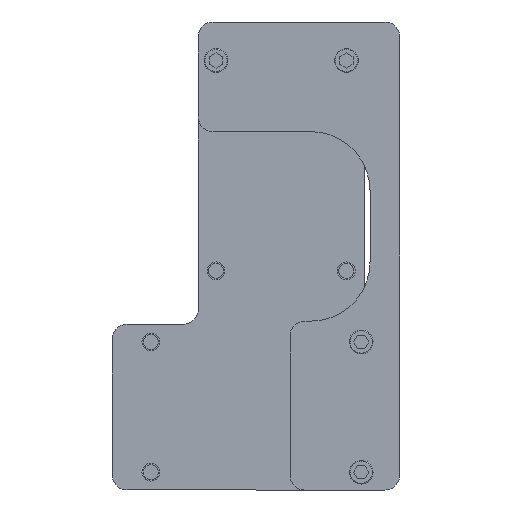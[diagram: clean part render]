
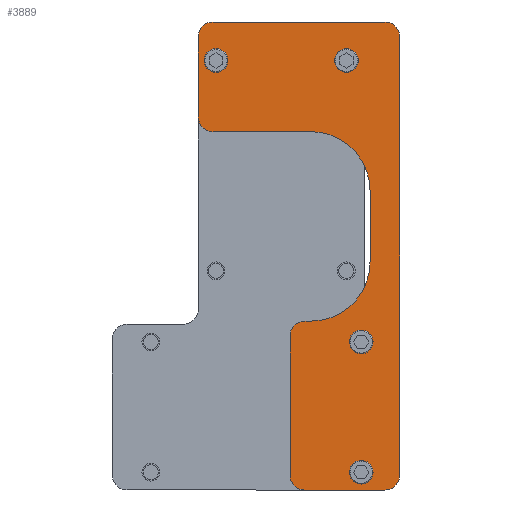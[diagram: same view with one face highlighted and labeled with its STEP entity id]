
A CAD part, front view. The second image highlights one B-rep face of the part: STEP entity #3889.
In plain terms, the highlighted planar face has unit normal (0, -1, 0).
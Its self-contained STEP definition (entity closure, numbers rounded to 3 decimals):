
#185=FACE_BOUND('',#686,.T.);
#186=FACE_BOUND('',#687,.T.);
#187=FACE_BOUND('',#688,.T.);
#188=FACE_BOUND('',#689,.T.);
#411=FACE_OUTER_BOUND('',#685,.T.);
#685=EDGE_LOOP('',(#3423,#3424,#3425,#3426,#3427,#3428,#3429,#3430,#3431,
#3432,#3433,#3434,#3435,#3436,#3437,#3438));
#686=EDGE_LOOP('',(#3439));
#687=EDGE_LOOP('',(#3440));
#688=EDGE_LOOP('',(#3441));
#689=EDGE_LOOP('',(#3442));
#1057=LINE('',#6485,#1439);
#1062=LINE('',#6494,#1444);
#1064=LINE('',#6503,#1446);
#1068=LINE('',#6515,#1450);
#1069=LINE('',#6519,#1451);
#1070=LINE('',#6523,#1452);
#1071=LINE('',#6527,#1453);
#1072=LINE('',#6531,#1454);
#1439=VECTOR('',#5369,10.);
#1444=VECTOR('',#5376,10.);
#1446=VECTOR('',#5386,10.);
#1450=VECTOR('',#5398,10.);
#1451=VECTOR('',#5401,10.);
#1452=VECTOR('',#5404,10.);
#1453=VECTOR('',#5407,10.);
#1454=VECTOR('',#5410,10.);
#1589=CIRCLE('',#4298,20.);
#1592=CIRCLE('',#4304,20.);
#1594=CIRCLE('',#4308,5.);
#1595=CIRCLE('',#4310,5.);
#1596=CIRCLE('',#4311,5.);
#1597=CIRCLE('',#4312,5.);
#1598=CIRCLE('',#4313,5.);
#1599=CIRCLE('',#4314,5.);
#1600=CIRCLE('',#4315,3.);
#1601=CIRCLE('',#4316,3.);
#1602=CIRCLE('',#4317,3.);
#1603=CIRCLE('',#4318,3.);
#1913=VERTEX_POINT('',#6475);
#1914=VERTEX_POINT('',#6476);
#1917=VERTEX_POINT('',#6484);
#1920=VERTEX_POINT('',#6492);
#1922=VERTEX_POINT('',#6498);
#1923=VERTEX_POINT('',#6502);
#1926=VERTEX_POINT('',#6510);
#1927=VERTEX_POINT('',#6514);
#1928=VERTEX_POINT('',#6516);
#1929=VERTEX_POINT('',#6518);
#1930=VERTEX_POINT('',#6520);
#1931=VERTEX_POINT('',#6522);
#1932=VERTEX_POINT('',#6524);
#1933=VERTEX_POINT('',#6526);
#1934=VERTEX_POINT('',#6528);
#1935=VERTEX_POINT('',#6530);
#1936=VERTEX_POINT('',#6533);
#1937=VERTEX_POINT('',#6535);
#1938=VERTEX_POINT('',#6537);
#1939=VERTEX_POINT('',#6539);
#2415=EDGE_CURVE('',#1913,#1914,#1589,.T.);
#2419=EDGE_CURVE('',#1917,#1914,#1057,.F.);
#2424=EDGE_CURVE('',#1913,#1920,#1062,.T.);
#2426=EDGE_CURVE('',#1917,#1922,#1592,.T.);
#2428=EDGE_CURVE('',#1922,#1923,#1064,.T.);
#2433=EDGE_CURVE('',#1926,#1920,#1594,.T.);
#2434=EDGE_CURVE('',#1927,#1926,#1068,.F.);
#2435=EDGE_CURVE('',#1928,#1927,#1595,.T.);
#2436=EDGE_CURVE('',#1929,#1928,#1069,.T.);
#2437=EDGE_CURVE('',#1930,#1929,#1596,.T.);
#2438=EDGE_CURVE('',#1931,#1930,#1070,.T.);
#2439=EDGE_CURVE('',#1932,#1931,#1597,.T.);
#2440=EDGE_CURVE('',#1933,#1932,#1071,.T.);
#2441=EDGE_CURVE('',#1934,#1933,#1598,.T.);
#2442=EDGE_CURVE('',#1935,#1934,#1072,.T.);
#2443=EDGE_CURVE('',#1923,#1935,#1599,.T.);
#2444=EDGE_CURVE('',#1936,#1936,#1600,.T.);
#2445=EDGE_CURVE('',#1937,#1937,#1601,.T.);
#2446=EDGE_CURVE('',#1938,#1938,#1602,.T.);
#2447=EDGE_CURVE('',#1939,#1939,#1603,.T.);
#3423=ORIENTED_EDGE('',*,*,#2424,.T.);
#3424=ORIENTED_EDGE('',*,*,#2433,.F.);
#3425=ORIENTED_EDGE('',*,*,#2434,.F.);
#3426=ORIENTED_EDGE('',*,*,#2435,.F.);
#3427=ORIENTED_EDGE('',*,*,#2436,.F.);
#3428=ORIENTED_EDGE('',*,*,#2437,.F.);
#3429=ORIENTED_EDGE('',*,*,#2438,.F.);
#3430=ORIENTED_EDGE('',*,*,#2439,.F.);
#3431=ORIENTED_EDGE('',*,*,#2440,.F.);
#3432=ORIENTED_EDGE('',*,*,#2441,.F.);
#3433=ORIENTED_EDGE('',*,*,#2442,.F.);
#3434=ORIENTED_EDGE('',*,*,#2443,.F.);
#3435=ORIENTED_EDGE('',*,*,#2428,.F.);
#3436=ORIENTED_EDGE('',*,*,#2426,.F.);
#3437=ORIENTED_EDGE('',*,*,#2419,.T.);
#3438=ORIENTED_EDGE('',*,*,#2415,.F.);
#3439=ORIENTED_EDGE('',*,*,#2444,.T.);
#3440=ORIENTED_EDGE('',*,*,#2445,.T.);
#3441=ORIENTED_EDGE('',*,*,#2446,.T.);
#3442=ORIENTED_EDGE('',*,*,#2447,.T.);
#3664=PLANE('',#4309);
#3889=ADVANCED_FACE('',(#411,#185,#186,#187,#188),#3664,.F.);
#4298=AXIS2_PLACEMENT_3D('',#6477,#5361,#5362);
#4304=AXIS2_PLACEMENT_3D('',#6499,#5381,#5382);
#4308=AXIS2_PLACEMENT_3D('',#6512,#5394,#5395);
#4309=AXIS2_PLACEMENT_3D('',#6513,#5396,#5397);
#4310=AXIS2_PLACEMENT_3D('',#6517,#5399,#5400);
#4311=AXIS2_PLACEMENT_3D('',#6521,#5402,#5403);
#4312=AXIS2_PLACEMENT_3D('',#6525,#5405,#5406);
#4313=AXIS2_PLACEMENT_3D('',#6529,#5408,#5409);
#4314=AXIS2_PLACEMENT_3D('',#6532,#5411,#5412);
#4315=AXIS2_PLACEMENT_3D('',#6534,#5413,#5414);
#4316=AXIS2_PLACEMENT_3D('',#6536,#5415,#5416);
#4317=AXIS2_PLACEMENT_3D('',#6538,#5417,#5418);
#4318=AXIS2_PLACEMENT_3D('',#6540,#5419,#5420);
#5361=DIRECTION('center_axis',(0.,-1.,0.));
#5362=DIRECTION('ref_axis',(0.707,0.,-0.707));
#5369=DIRECTION('',(0.,0.,1.));
#5376=DIRECTION('',(-1.,0.,0.));
#5381=DIRECTION('center_axis',(0.,-1.,0.));
#5382=DIRECTION('ref_axis',(0.707,0.,0.707));
#5386=DIRECTION('',(-1.,0.,0.));
#5394=DIRECTION('center_axis',(0.,1.,0.));
#5395=DIRECTION('ref_axis',(-0.707,0.,0.707));
#5396=DIRECTION('center_axis',(0.,1.,0.));
#5397=DIRECTION('ref_axis',(-1.,0.,0.));
#5398=DIRECTION('',(0.,0.,-1.));
#5399=DIRECTION('center_axis',(0.,1.,0.));
#5400=DIRECTION('ref_axis',(-0.707,0.,-0.707));
#5401=DIRECTION('',(-1.,0.,0.));
#5402=DIRECTION('center_axis',(0.,1.,0.));
#5403=DIRECTION('ref_axis',(0.707,0.,-0.707));
#5404=DIRECTION('',(0.,0.,-1.));
#5405=DIRECTION('center_axis',(0.,1.,0.));
#5406=DIRECTION('ref_axis',(0.707,0.,0.707));
#5407=DIRECTION('',(1.,0.,0.));
#5408=DIRECTION('center_axis',(0.,1.,0.));
#5409=DIRECTION('ref_axis',(-0.707,0.,0.707));
#5410=DIRECTION('',(0.,0.,1.));
#5411=DIRECTION('center_axis',(0.,1.,0.));
#5412=DIRECTION('ref_axis',(-0.707,0.,-0.707));
#5413=DIRECTION('center_axis',(0.,1.,0.));
#5414=DIRECTION('ref_axis',(-1.,0.,0.));
#5415=DIRECTION('center_axis',(0.,1.,0.));
#5416=DIRECTION('ref_axis',(-1.,0.,0.));
#5417=DIRECTION('center_axis',(0.,1.,0.));
#5418=DIRECTION('ref_axis',(-1.,0.,0.));
#5419=DIRECTION('center_axis',(0.,1.,0.));
#5420=DIRECTION('ref_axis',(-1.,0.,0.));
#6475=CARTESIAN_POINT('',(9.839,-44.868,57.978));
#6476=CARTESIAN_POINT('',(29.839,-44.868,77.978));
#6477=CARTESIAN_POINT('Origin',(9.839,-44.868,77.978));
#6484=CARTESIAN_POINT('',(29.839,-44.868,101.978));
#6485=CARTESIAN_POINT('',(29.839,-44.868,100.978));
#6492=CARTESIAN_POINT('',(7.839,-44.868,57.978));
#6494=CARTESIAN_POINT('',(11.089,-44.868,57.978));
#6498=CARTESIAN_POINT('',(9.839,-44.868,121.978));
#6499=CARTESIAN_POINT('Origin',(9.839,-44.868,101.978));
#6502=CARTESIAN_POINT('',(-23.161,-44.868,121.978));
#6503=CARTESIAN_POINT('',(-32.911,-44.868,121.978));
#6510=CARTESIAN_POINT('',(2.839,-44.868,52.978));
#6512=CARTESIAN_POINT('Origin',(7.839,-44.868,52.978));
#6513=CARTESIAN_POINT('Origin',(-8.661,-44.868,79.978));
#6514=CARTESIAN_POINT('',(2.839,-44.868,5.978));
#6515=CARTESIAN_POINT('',(2.839,-44.868,40.478));
#6516=CARTESIAN_POINT('',(7.839,-44.868,0.978));
#6517=CARTESIAN_POINT('Origin',(7.839,-44.868,5.978));
#6518=CARTESIAN_POINT('',(34.839,-44.868,0.978));
#6519=CARTESIAN_POINT('',(39.839,-44.868,0.978));
#6520=CARTESIAN_POINT('',(39.839,-44.868,5.978));
#6521=CARTESIAN_POINT('Origin',(34.839,-44.868,5.978));
#6522=CARTESIAN_POINT('',(39.839,-44.868,153.978));
#6523=CARTESIAN_POINT('',(39.839,-44.868,56.978));
#6524=CARTESIAN_POINT('',(34.839,-44.868,158.978));
#6525=CARTESIAN_POINT('Origin',(34.839,-44.868,153.978));
#6526=CARTESIAN_POINT('',(-23.161,-44.868,158.978));
#6527=CARTESIAN_POINT('',(-28.161,-44.868,158.978));
#6528=CARTESIAN_POINT('',(-28.161,-44.868,153.978));
#6529=CARTESIAN_POINT('Origin',(-23.161,-44.868,153.978));
#6530=CARTESIAN_POINT('',(-28.161,-44.868,126.978));
#6531=CARTESIAN_POINT('',(-28.161,-44.868,56.978));
#6532=CARTESIAN_POINT('Origin',(-23.161,-44.868,126.978));
#6533=CARTESIAN_POINT('',(29.839,-44.868,50.978));
#6534=CARTESIAN_POINT('Origin',(26.839,-44.868,50.978));
#6535=CARTESIAN_POINT('',(-19.161,-44.868,145.978));
#6536=CARTESIAN_POINT('Origin',(-22.161,-44.868,145.978));
#6537=CARTESIAN_POINT('',(29.839,-44.868,6.978));
#6538=CARTESIAN_POINT('Origin',(26.839,-44.868,6.978));
#6539=CARTESIAN_POINT('',(24.839,-44.868,145.978));
#6540=CARTESIAN_POINT('Origin',(21.839,-44.868,145.978));
